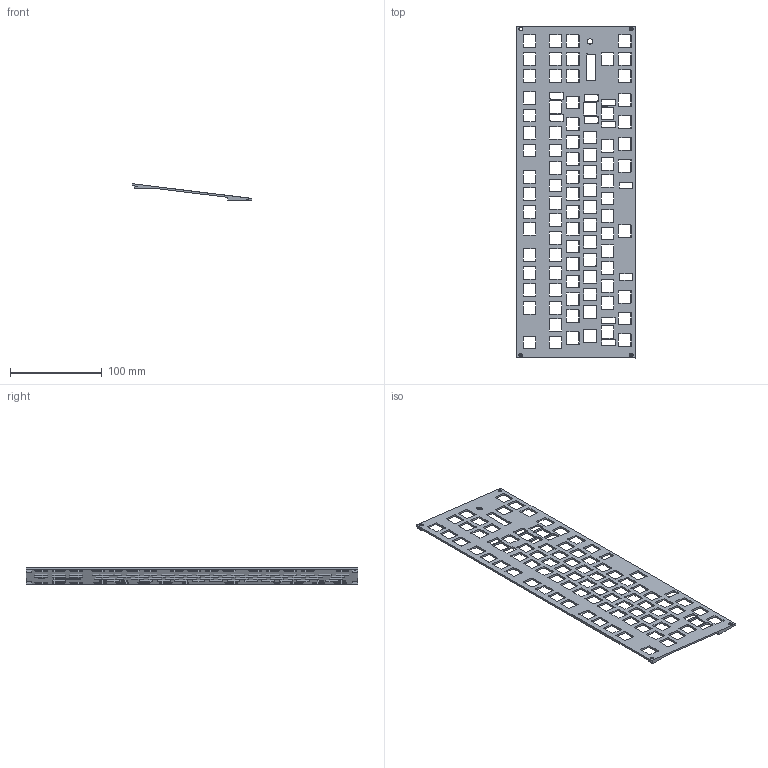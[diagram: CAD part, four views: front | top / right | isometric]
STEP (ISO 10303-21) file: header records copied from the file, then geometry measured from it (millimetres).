
FILE_DESCRIPTION(/* description */ (''),/* implementation_level */ '2;1');
FILE_NAME(/* name */ 'case-top.step',/* time_stamp */ '2025-12-06T18:35:16-06:00',/* author */ (''),/* organization */ (''),/* preprocessor_version */ 'ST-DEVELOPER v20.1',/* originating_system */ 'Autodesk Translation Framework v14.21.0.0',/* authorisation */ '');
FILE_SCHEMA (('AUTOMOTIVE_DESIGN { 1 0 10303 214 3 1 1 }'));
Length unit declared in the file: millimetre
Products named in the file (1): 2025-12-05-19-02-36-904
Bounding box: 130.45 x 362.2 x 18 mm (x, y, z)
Volume: 59148.1 mm3; surface area: 71451 mm2
Topology: 1 solids, 1 shells, 809 faces, 2412 edges, 1608 vertices
Faces by surface type: plane 413, cylinder 396
Full cylindrical faces by diameter (mm): 2.2 x3, 4 x4, 6 x1
Entity records: 27823 total; most frequent: CARTESIAN_POINT 4830, ORIENTED_EDGE 4824, DIRECTION 4824, EDGE_CURVE 2412, LINE 1620, VECTOR 1620, VERTEX_POINT 1608, AXIS2_PLACEMENT_3D 1602
